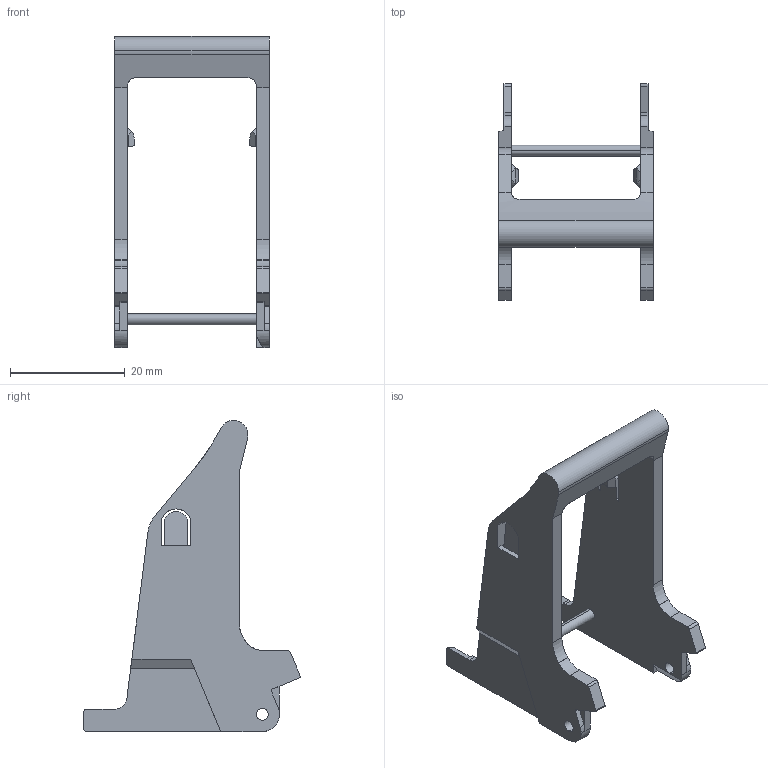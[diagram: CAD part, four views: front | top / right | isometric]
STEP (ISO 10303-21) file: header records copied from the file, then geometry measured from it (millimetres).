
FILE_DESCRIPTION(('CATIA V5R19 STEP'),'2;1');
FILE_NAME ('7482086_3', '2015-06-02T12:05:22+00:00', ('Weidmueller Interface'), ('Weidmueller'), 'CATIA Version 5 Release 20 SP 5 (IN-10)', 'CATIA V5 STEP AP214', 'none');
FILE_SCHEMA(('AUTOMOTIVE_DESIGN { 1 0 10303 214 1 1 1 1 }'));
Length unit declared in the file: millimetre
Products named in the file (1): 8869440000
Bounding box: 27 x 37.76 x 54.19 mm (x, y, z)
Volume: 4806.9 mm3; surface area: 5251.9 mm2
Topology: 1 solids, 2 shells, 122 faces, 365 edges, 247 vertices
Faces by surface type: plane 67, cylinder 55
Entity records: 5153 total; most frequent: CARTESIAN_POINT 1128, ORIENTED_EDGE 730, DIRECTION 523, EDGE_CURVE 365, VERTEX_POINT 247, VECTOR 236, LINE 236, AXIS2_PLACEMENT_3D 183
